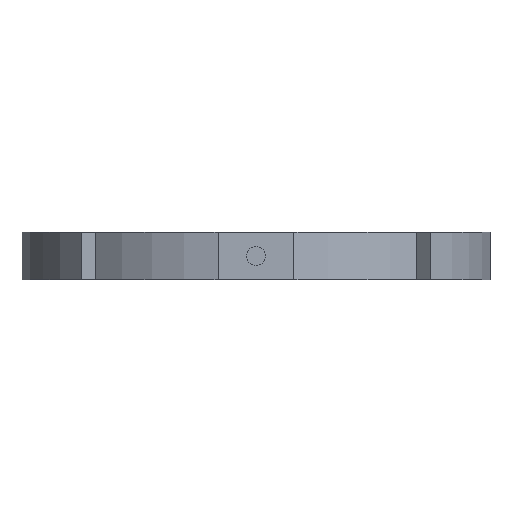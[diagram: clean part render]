
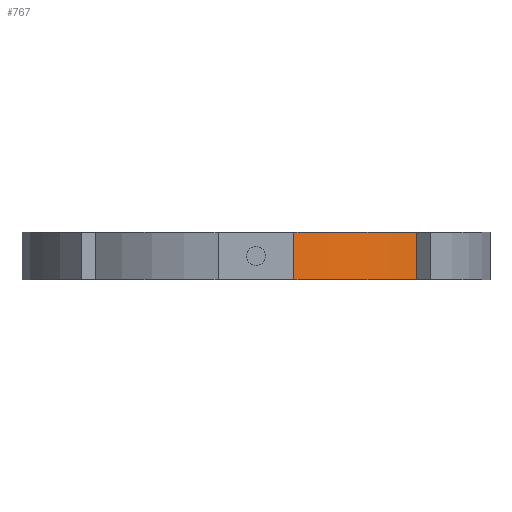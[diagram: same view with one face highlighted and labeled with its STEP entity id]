
A CAD part, front view. The second image highlights one B-rep face of the part: STEP entity #767.
In plain terms, the highlighted cylindrical face has radius 50 mm (diameter 100 mm), a partial arc.
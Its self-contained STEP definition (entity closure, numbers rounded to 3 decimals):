
#116=CARTESIAN_POINT('Axis2P3D Location',(0.,0.,5.)) ;
#720=CARTESIAN_POINT('Vertex',(33.913,-36.741,0.)) ;
#727=CARTESIAN_POINT('Vertex',(33.913,-36.741,10.)) ;
#730=CARTESIAN_POINT('Line Origine',(33.913,-36.741,5.)) ;
#742=CARTESIAN_POINT('Axis2P3D Location',(0.,0.,10.)) ;
#746=CARTESIAN_POINT('Vertex',(8.,-49.356,10.)) ;
#749=CARTESIAN_POINT('Line Origine',(8.,-49.356,5.)) ;
#753=CARTESIAN_POINT('Vertex',(8.,-49.356,0.)) ;
#756=CARTESIAN_POINT('Axis2P3D Location',(0.,0.,0.)) ;
#117=DIRECTION('Axis2P3D Direction',(0.,0.,1.)) ;
#118=DIRECTION('Axis2P3D XDirection',(1.,0.,0.)) ;
#731=DIRECTION('Vector Direction',(0.,0.,1.)) ;
#743=DIRECTION('Axis2P3D Direction',(0.,0.,1.)) ;
#750=DIRECTION('Vector Direction',(0.,0.,1.)) ;
#757=DIRECTION('Axis2P3D Direction',(0.,0.,1.)) ;
#119=AXIS2_PLACEMENT_3D('Cylinder Axis2P3D',#116,#117,#118) ;
#744=AXIS2_PLACEMENT_3D('Circle Axis2P3D',#742,#743,$) ;
#758=AXIS2_PLACEMENT_3D('Circle Axis2P3D',#756,#757,$) ;
#762=ORIENTED_EDGE('',*,*,#748,.F.) ;
#763=ORIENTED_EDGE('',*,*,#755,.F.) ;
#764=ORIENTED_EDGE('',*,*,#760,.T.) ;
#765=ORIENTED_EDGE('',*,*,#734,.T.) ;
#732=VECTOR('Line Direction',#731,1.) ;
#751=VECTOR('Line Direction',#750,1.) ;
#767=ADVANCED_FACE('Corps principal',(#766),#120,.T.) ;
#745=CIRCLE('generated circle',#744,50.) ;
#759=CIRCLE('generated circle',#758,50.) ;
#120=CYLINDRICAL_SURFACE('generated cylinder',#119,50.) ;
#734=EDGE_CURVE('',#721,#728,#733,.T.) ;
#748=EDGE_CURVE('',#747,#728,#745,.T.) ;
#755=EDGE_CURVE('',#754,#747,#752,.T.) ;
#760=EDGE_CURVE('',#754,#721,#759,.T.) ;
#761=EDGE_LOOP('',(#762,#763,#764,#765)) ;
#766=FACE_OUTER_BOUND('',#761,.T.) ;
#733=LINE('Line',#730,#732) ;
#752=LINE('Line',#749,#751) ;
#721=VERTEX_POINT('',#720) ;
#728=VERTEX_POINT('',#727) ;
#747=VERTEX_POINT('',#746) ;
#754=VERTEX_POINT('',#753) ;
